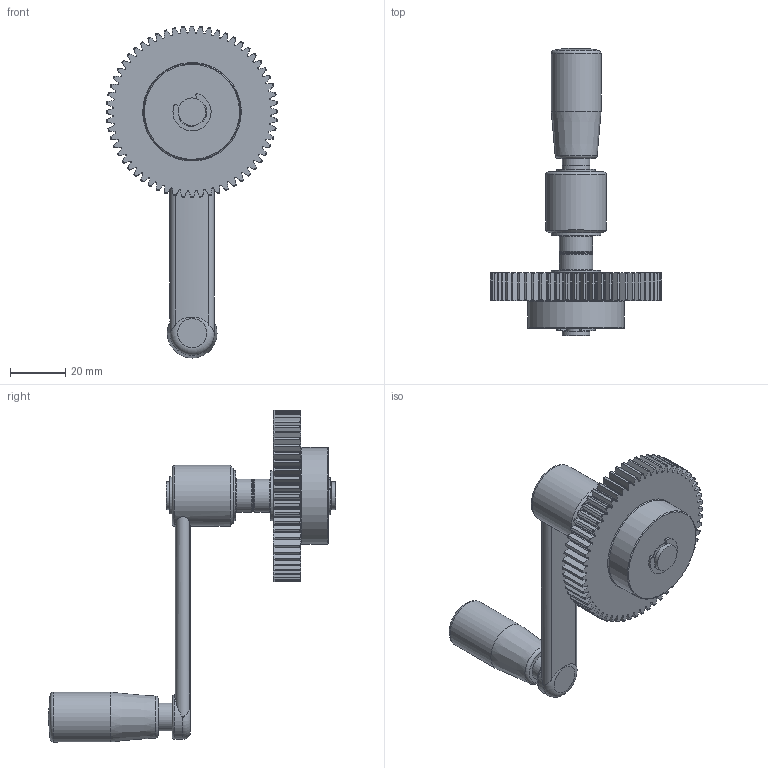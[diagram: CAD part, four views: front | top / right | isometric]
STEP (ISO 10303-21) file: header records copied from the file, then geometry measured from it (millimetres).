
FILE_DESCRIPTION(/* description */ (''),/* implementation_level */ '2;1');
FILE_NAME(/* name */ 'AssemblageStep0AxeManivelle.stp',/* time_stamp */ '2022-05-31T10:04:47+02:00',/* author */ ('Nathann'),/* organization */ (''),/* preprocessor_version */ 'ST-DEVELOPER v16.13',/* originating_system */ 'Autodesk Inventor 2018',/* authorisation */ '');
FILE_SCHEMA (('AUTOMOTIVE_DESIGN { 1 0 10303 214 3 1 1 }'));
Length unit declared in the file: inch
Products named in the file (7): AssemblagePiecePresentation; 2662N435_20DegreePressureAnglePlasticGear; 6545N13_303 Stainless Steel Unthreaded Through-Hole Crank Handle; AxeVerticalManivelle; 2977N13_Rounded Machine Key; 57785K318_Food Industry Dry-Running Sleeve Bearing; 98317A224_Side-Mount External Retaining Ring
Assembly tree (9 placements, depth 2):
  AssemblagePiecePresentation
    2662N435_20DegreePressureAnglePlasticGear
    2977N13_Rounded Machine Key  x2
    6545N13_303 Stainless Steel Unthreaded Through-Hole Crank Handle
    57785K318_Food Industry Dry-Running Sleeve Bearing  x2
    AxeVerticalManivelle
    98317A224_Side-Mount External Retaining Ring  x2
Bounding box: 62 x 103.89 x 120 mm (x, y, z)
Volume: 64140.3 mm3; surface area: 23964.9 mm2
Topology: 9 solids, 9 shells, 607 faces, 1728 edges, 1151 vertices
Faces by surface type: cylinder 414, torus 129, plane 58, cone 5, sphere 1
Full cylindrical faces by diameter (mm): 7 x2, 10 x4, 10.025 x2, 12.018 x2, 16 x1, 18 x3, 22 x1, 35 x1
Entity records: 21751 total; most frequent: CARTESIAN_POINT 6147, DIRECTION 3458, ORIENTED_EDGE 3236, EDGE_CURVE 1618, AXIS2_PLACEMENT_3D 1509, VERTEX_POINT 1092, CIRCLE 920, EDGE_LOOP 614
